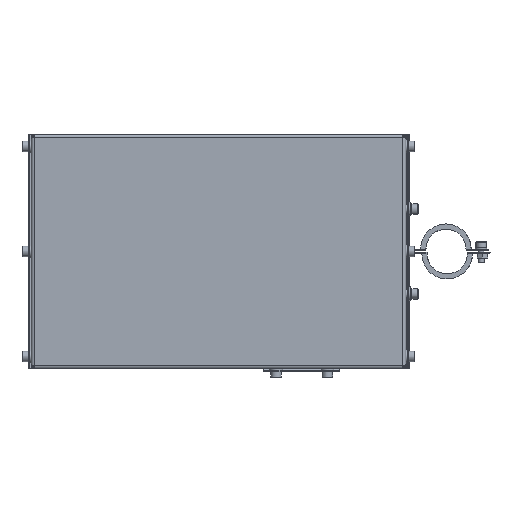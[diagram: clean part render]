
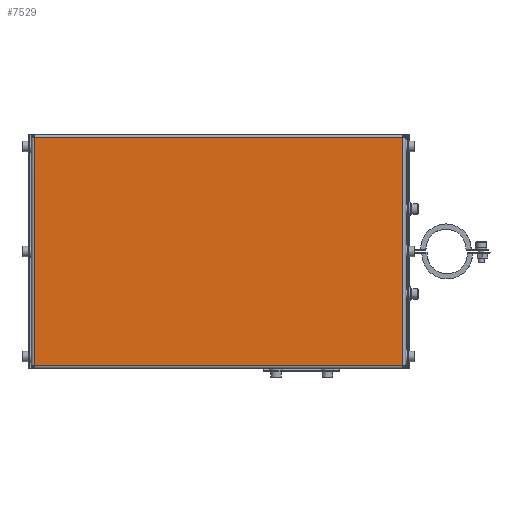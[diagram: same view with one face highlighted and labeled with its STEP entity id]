
A CAD part, front view. The second image highlights one B-rep face of the part: STEP entity #7529.
In plain terms, the highlighted planar face has unit normal (-0.002, -1, 0).
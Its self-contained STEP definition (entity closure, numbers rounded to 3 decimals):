
#740=PLANE('',#8611);
#1016=FACE_OUTER_BOUND('',#1451,.T.);
#1451=EDGE_LOOP('',(#5712,#5713,#5714,#5715));
#1986=LINE('',#12176,#2529);
#2000=LINE('',#12285,#2543);
#2075=LINE('',#12705,#2618);
#2076=LINE('',#12706,#2619);
#2529=VECTOR('',#9694,10.);
#2543=VECTOR('',#9722,10.);
#2618=VECTOR('',#9959,10.);
#2619=VECTOR('',#9960,10.);
#3515=VERTEX_POINT('',#12167);
#3516=VERTEX_POINT('',#12175);
#3527=VERTEX_POINT('',#12276);
#3528=VERTEX_POINT('',#12284);
#4269=EDGE_CURVE('',#3516,#3515,#1986,.T.);
#4289=EDGE_CURVE('',#3528,#3527,#2000,.T.);
#4405=EDGE_CURVE('',#3515,#3528,#2075,.T.);
#4406=EDGE_CURVE('',#3527,#3516,#2076,.T.);
#5712=ORIENTED_EDGE('',*,*,#4269,.T.);
#5713=ORIENTED_EDGE('',*,*,#4405,.T.);
#5714=ORIENTED_EDGE('',*,*,#4289,.T.);
#5715=ORIENTED_EDGE('',*,*,#4406,.T.);
#7529=ADVANCED_FACE('',(#1016),#740,.F.);
#8611=AXIS2_PLACEMENT_3D('',#12704,#9957,#9958);
#9694=DIRECTION('',(0.,0.,-1.));
#9722=DIRECTION('',(0.,0.,1.));
#9957=DIRECTION('center_axis',(0.,1.,0.));
#9958=DIRECTION('ref_axis',(0.,0.,1.));
#9959=DIRECTION('',(1.,0.,0.));
#9960=DIRECTION('',(-1.,0.,0.));
#12167=CARTESIAN_POINT('',(-246.,0.,-153.));
#12175=CARTESIAN_POINT('',(-246.,0.,-2.));
#12176=CARTESIAN_POINT('',(-246.,0.,-39.75));
#12276=CARTESIAN_POINT('',(-2.,0.,-2.));
#12284=CARTESIAN_POINT('',(-2.,0.,-153.));
#12285=CARTESIAN_POINT('',(-2.,0.,-115.25));
#12704=CARTESIAN_POINT('Origin',(-124.,0.,-77.5));
#12705=CARTESIAN_POINT('',(-186.,0.,-153.));
#12706=CARTESIAN_POINT('',(-62.,0.,-2.));
